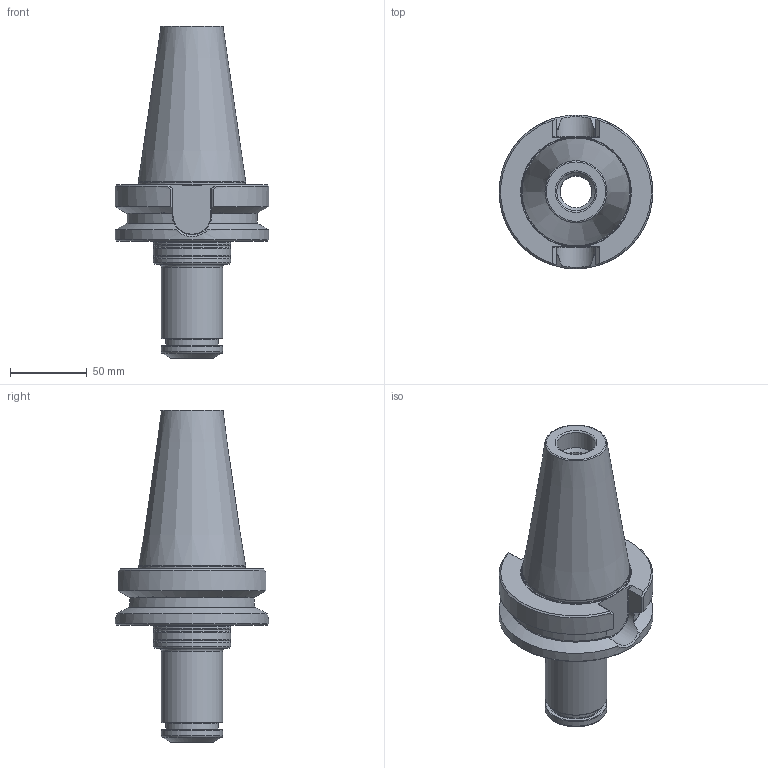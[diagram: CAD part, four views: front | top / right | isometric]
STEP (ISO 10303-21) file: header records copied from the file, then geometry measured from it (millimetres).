
FILE_DESCRIPTION(/* description */ (''),/* implementation_level */ '2;1');
FILE_NAME(/* name */ '415072566.stp',/* time_stamp */ '2021-01-08T12:33:39',/* author */ ('LRA'),/* organization */ ('REGO-FIX'),/* preprocessor_version */ ' Unknown',/* originating_system */ 'SIEMENS PLM Software Solid Edge ST10',/* authorization */ 'Unknown');
FILE_SCHEMA (('AUTOMOTIVE_DESIGN { 1 0 10303 214 2 1 1}'));
Length unit declared in the file: millimetre
Products named in the file (1): NOCUT
Bounding box: 100 x 100 x 215.8 mm (x, y, z)
Volume: 518104.3 mm3; surface area: 69251.7 mm2
Topology: 1 solids, 1 shells, 102 faces, 247 edges, 153 vertices
Faces by surface type: plane 28, cylinder 26, cone 25, torus 17, bspline 6
Full cylindrical faces by diameter (mm): 20.751 x1, 20.752 x1, 25 x2, 34 x1, 40 x2, 50.5 x3, 69.25 x1, 100 x1
Entity records: 3592 total; most frequent: CARTESIAN_POINT 744, DIRECTION 428, ORIENTED_EDGE 394, EDGE_CURVE 197, AXIS2_PLACEMENT_3D 187, EDGE_LOOP 150, FACE_BOUND 150, VERTEX_POINT 143
